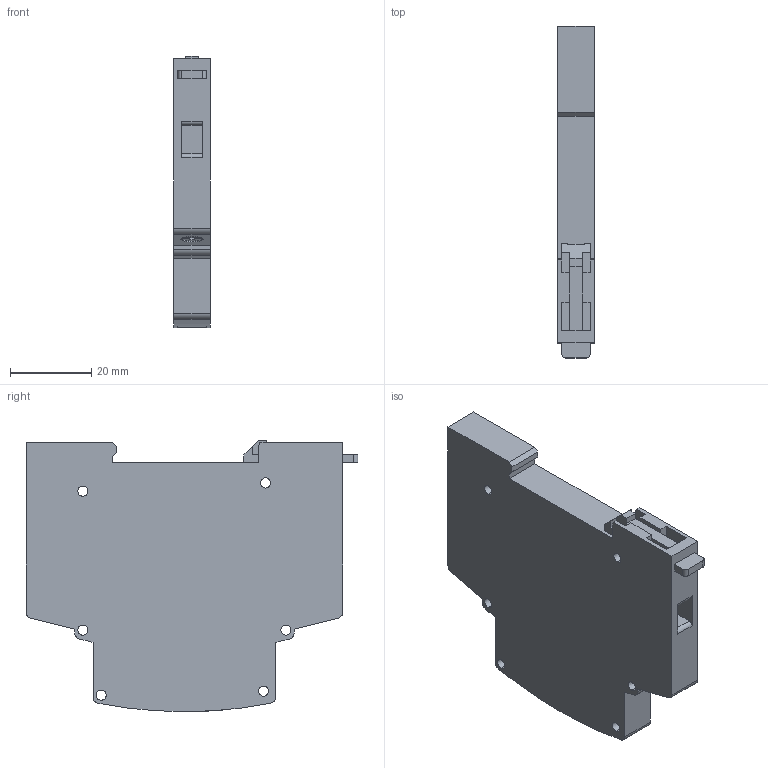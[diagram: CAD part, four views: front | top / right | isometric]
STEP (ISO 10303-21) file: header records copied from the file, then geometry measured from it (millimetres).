
FILE_DESCRIPTION (( 'STEP AP203' ), '1' );
FILE_NAME ('Ëàìïà ñèãíàëüíàÿ ËÑ-47 EKF PROxima.STEP', '2016-11-11T13:12:26', ( '' ), ( '' ), 'SwSTEP 2.0', 'SolidWorks 2014', '' );
FILE_SCHEMA (( 'CONFIG_CONTROL_DESIGN' ));
Length unit declared in the file: millimetre
Products named in the file (4): Ëàìïà ñèãíàëüíàÿ ËÑ-47 EKF PROxima; çàìîê2; øëÿïêà âèíòà(02)
Assembly tree (4 placements, depth 2):
  Ëàìïà ñèãíàëüíàÿ ËÑ-47 EKF PROxima
    Ëàìïà ñèãíàëüíàÿ ËÑ-47 EKF PROxima
    çàìîê2
    øëÿïêà âèíòà(02)  x2
Bounding box: 9 x 81.75 x 66.81 mm (x, y, z)
Volume: 37794.1 mm3; surface area: 12884.4 mm2
Topology: 4 solids, 4 shells, 142 faces, 387 edges, 258 vertices
Faces by surface type: plane 105, cylinder 37
Entity records: 4459 total; most frequent: CARTESIAN_POINT 708, ORIENTED_EDGE 690, DIRECTION 687, EDGE_CURVE 345, LINE 269, VECTOR 269, VERTEX_POINT 230, AXIS2_PLACEMENT_3D 209
